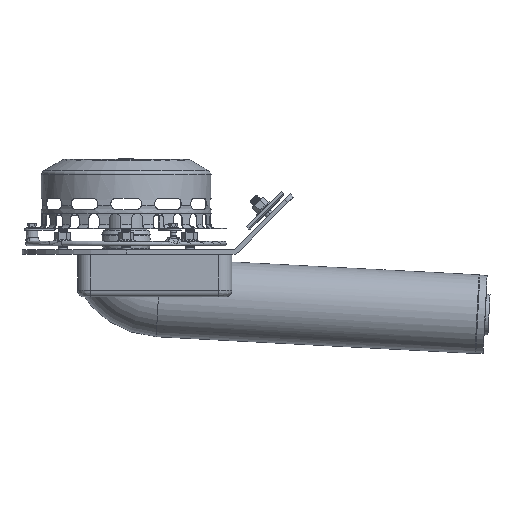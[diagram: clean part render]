
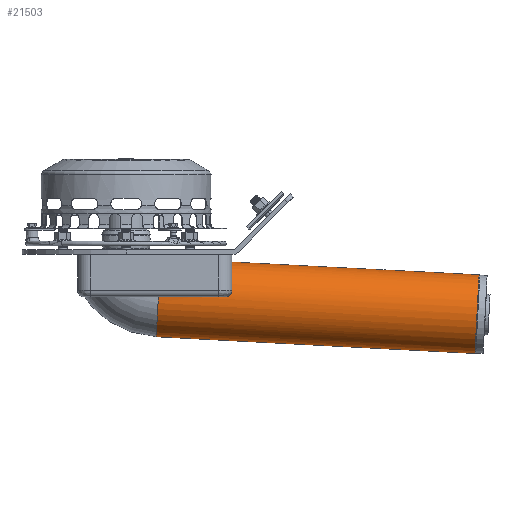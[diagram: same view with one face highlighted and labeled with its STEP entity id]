
A CAD part, front view. The second image highlights one B-rep face of the part: STEP entity #21503.
In plain terms, the highlighted cylindrical face has radius 510 mm (diameter 1020 mm), a full revolution.
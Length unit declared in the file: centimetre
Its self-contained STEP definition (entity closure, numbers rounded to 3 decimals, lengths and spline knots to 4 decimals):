
#136=ELLIPSE('',#24151,974.4735,51.);
#137=ELLIPSE('',#24152,51.07,51.);
#138=ELLIPSE('',#24153,974.4735,51.);
#569=B_SPLINE_CURVE_WITH_KNOTS('',3,(#46184,#46185,#46186,#46187,#46188,
#46189,#46190,#46191,#46192,#46193,#46194,#46195,#46196,#46197,#46198,#46199,
#46200,#46201,#46202,#46203),.UNSPECIFIED.,.F.,.F.,(4,2,2,2,2,2,2,2,2,4),
(0.4412,1.5981,3.1963,4.7944,6.3926,
8.0318,9.671,11.3102,12.9495,13.4084),
 .UNSPECIFIED.);
#570=B_SPLINE_CURVE_WITH_KNOTS('',3,(#46207,#46208,#46209,#46210,#46211,
#46212,#46213,#46214,#46215,#46216,#46217,#46218,#46219,#46220,#46221,#46222,
#46223,#46224,#46225,#46226),.UNSPECIFIED.,.F.,.F.,(4,2,2,2,2,2,2,2,2,4),
(-13.4084,-12.9495,-11.3102,-9.671,
-8.0318,-6.3926,-4.7944,-3.1963,
-1.5981,-0.4412),.UNSPECIFIED.);
#1389=CYLINDRICAL_SURFACE('',#24150,51.);
#2536=LINE('',#46231,#3783);
#3783=VECTOR('',#30502,51.);
#5510=FACE_OUTER_BOUND('',#6950,.T.);
#6950=EDGE_LOOP('',(#19278,#19279,#19280,#19281,#19282,#19283,#19284,#19285,
#19286,#19287,#19288));
#8365=CIRCLE('',#24143,51.);
#8366=CIRCLE('',#24144,51.);
#8371=CIRCLE('',#24154,51.);
#8372=CIRCLE('',#24155,51.);
#10176=VERTEX_POINT('',#46166);
#10177=VERTEX_POINT('',#46167);
#10181=VERTEX_POINT('',#46180);
#10182=VERTEX_POINT('',#46181);
#10183=VERTEX_POINT('',#46183);
#10184=VERTEX_POINT('',#46204);
#10185=VERTEX_POINT('',#46206);
#10186=VERTEX_POINT('',#46227);
#10187=VERTEX_POINT('',#46229);
#13238=EDGE_CURVE('',#10176,#10177,#8365,.T.);
#13239=EDGE_CURVE('',#10177,#10176,#8366,.T.);
#13245=EDGE_CURVE('',#10181,#10182,#136,.T.);
#13246=EDGE_CURVE('',#10182,#10183,#569,.T.);
#13247=EDGE_CURVE('',#10183,#10184,#137,.T.);
#13248=EDGE_CURVE('',#10184,#10185,#570,.T.);
#13249=EDGE_CURVE('',#10185,#10186,#138,.T.);
#13250=EDGE_CURVE('',#10187,#10186,#8371,.T.);
#13251=EDGE_CURVE('',#10187,#10177,#2536,.T.);
#13252=EDGE_CURVE('',#10181,#10187,#8372,.T.);
#19278=ORIENTED_EDGE('',*,*,#13245,.T.);
#19279=ORIENTED_EDGE('',*,*,#13246,.T.);
#19280=ORIENTED_EDGE('',*,*,#13247,.T.);
#19281=ORIENTED_EDGE('',*,*,#13248,.T.);
#19282=ORIENTED_EDGE('',*,*,#13249,.T.);
#19283=ORIENTED_EDGE('',*,*,#13250,.F.);
#19284=ORIENTED_EDGE('',*,*,#13251,.T.);
#19285=ORIENTED_EDGE('',*,*,#13238,.F.);
#19286=ORIENTED_EDGE('',*,*,#13239,.F.);
#19287=ORIENTED_EDGE('',*,*,#13251,.F.);
#19288=ORIENTED_EDGE('',*,*,#13252,.F.);
#21503=ADVANCED_FACE('',(#5510),#1389,.T.);
#24143=AXIS2_PLACEMENT_3D('',#46168,#30477,#30478);
#24144=AXIS2_PLACEMENT_3D('',#46169,#30479,#30480);
#24150=AXIS2_PLACEMENT_3D('',#46179,#30492,#30493);
#24151=AXIS2_PLACEMENT_3D('',#46182,#30494,#30495);
#24152=AXIS2_PLACEMENT_3D('',#46205,#30496,#30497);
#24153=AXIS2_PLACEMENT_3D('',#46228,#30498,#30499);
#24154=AXIS2_PLACEMENT_3D('',#46230,#30500,#30501);
#24155=AXIS2_PLACEMENT_3D('',#46232,#30503,#30504);
#30477=DIRECTION('center_axis',(0.999,0.,
-0.052));
#30478=DIRECTION('ref_axis',(-0.052,0.,-0.999));
#30479=DIRECTION('center_axis',(0.999,0.,
-0.052));
#30480=DIRECTION('ref_axis',(-0.052,0.,-0.999));
#30492=DIRECTION('center_axis',(-0.999,0.,
0.052));
#30493=DIRECTION('ref_axis',(0.052,0.,0.999));
#30494=DIRECTION('center_axis',(0.,0.,
-1.));
#30495=DIRECTION('ref_axis',(-1.,0.,0.));
#30496=DIRECTION('center_axis',(1.,0.,0.));
#30497=DIRECTION('ref_axis',(0.,0.,
-1.));
#30498=DIRECTION('center_axis',(0.,0.,
-1.));
#30499=DIRECTION('ref_axis',(-1.,0.,0.));
#30500=DIRECTION('center_axis',(-0.999,0.,
0.052));
#30501=DIRECTION('ref_axis',(-0.052,0.,
-0.999));
#30502=DIRECTION('',(0.999,0.,-0.052));
#30503=DIRECTION('center_axis',(-0.999,0.,
0.052));
#30504=DIRECTION('ref_axis',(-0.052,0.,
-0.999));
#46166=CARTESIAN_POINT('',(1342.2834,171.035,-18.6927));
#46167=CARTESIAN_POINT('',(1339.6142,120.035,-69.6228));
#46168=CARTESIAN_POINT('Origin',(1342.2834,120.035,-18.6927));
#46169=CARTESIAN_POINT('Origin',(1342.2834,120.035,-18.6927));
#46179=CARTESIAN_POINT('Origin',(1325.31,120.035,-17.8032));
#46180=CARTESIAN_POINT('',(929.4252,171.0294,3.7059));
#46181=CARTESIAN_POINT('',(1016.285,170.7582,3.7059));
#46182=CARTESIAN_POINT('Origin',(914.8925,120.035,3.7059));
#46183=CARTESIAN_POINT('',(1024.785,169.0068,12.2059));
#46184=CARTESIAN_POINT('Ctrl Pts',(1016.285,170.7582,3.7059));
#46185=CARTESIAN_POINT('Ctrl Pts',(1016.6773,170.7561,3.7059));
#46186=CARTESIAN_POINT('Ctrl Pts',(1017.0774,170.751,3.7332));
#46187=CARTESIAN_POINT('Ctrl Pts',(1018.0301,170.7312,3.8682));
#46188=CARTESIAN_POINT('Ctrl Pts',(1018.5825,170.7134,4.0028));
#46189=CARTESIAN_POINT('Ctrl Pts',(1019.648,170.6628,4.379));
#46190=CARTESIAN_POINT('Ctrl Pts',(1020.1618,170.6299,4.621));
#46191=CARTESIAN_POINT('Ctrl Pts',(1021.1179,170.5474,5.1914));
#46192=CARTESIAN_POINT('Ctrl Pts',(1021.5602,170.4976,5.5199));
#46193=CARTESIAN_POINT('Ctrl Pts',(1022.3595,170.381,6.2355));
#46194=CARTESIAN_POINT('Ctrl Pts',(1022.7415,170.3099,6.6485));
#46195=CARTESIAN_POINT('Ctrl Pts',(1023.4211,170.1405,7.5533));
#46196=CARTESIAN_POINT('Ctrl Pts',(1023.7188,170.0422,8.045));
#46197=CARTESIAN_POINT('Ctrl Pts',(1024.2072,169.8195,9.0733));
#46198=CARTESIAN_POINT('Ctrl Pts',(1024.3983,169.695,9.6108));
#46199=CARTESIAN_POINT('Ctrl Pts',(1024.6676,169.4261,10.6919));
#46200=CARTESIAN_POINT('Ctrl Pts',(1024.7458,169.2817,11.2357));
#46201=CARTESIAN_POINT('Ctrl Pts',(1024.781,169.0926,11.9081));
#46202=CARTESIAN_POINT('Ctrl Pts',(1024.785,169.0502,12.0565));
#46203=CARTESIAN_POINT('Ctrl Pts',(1024.785,169.0068,12.2059));
#46204=CARTESIAN_POINT('',(1024.785,71.0633,12.2059));
#46205=CARTESIAN_POINT('Origin',(1024.785,120.035,-2.0534));
#46206=CARTESIAN_POINT('',(1016.285,69.3119,3.7059));
#46207=CARTESIAN_POINT('Ctrl Pts',(1024.785,71.0633,12.2059));
#46208=CARTESIAN_POINT('Ctrl Pts',(1024.785,71.0199,12.0565));
#46209=CARTESIAN_POINT('Ctrl Pts',(1024.781,70.9775,11.9081));
#46210=CARTESIAN_POINT('Ctrl Pts',(1024.7458,70.7883,11.2357));
#46211=CARTESIAN_POINT('Ctrl Pts',(1024.6676,70.644,10.6919));
#46212=CARTESIAN_POINT('Ctrl Pts',(1024.3983,70.3751,9.6108));
#46213=CARTESIAN_POINT('Ctrl Pts',(1024.2072,70.2505,9.0733));
#46214=CARTESIAN_POINT('Ctrl Pts',(1023.7188,70.0279,8.045));
#46215=CARTESIAN_POINT('Ctrl Pts',(1023.4211,69.9296,7.5533));
#46216=CARTESIAN_POINT('Ctrl Pts',(1022.7415,69.7602,6.6485));
#46217=CARTESIAN_POINT('Ctrl Pts',(1022.3595,69.6891,6.2355));
#46218=CARTESIAN_POINT('Ctrl Pts',(1021.5602,69.5725,5.5199));
#46219=CARTESIAN_POINT('Ctrl Pts',(1021.1179,69.5227,5.1914));
#46220=CARTESIAN_POINT('Ctrl Pts',(1020.1618,69.4402,4.621));
#46221=CARTESIAN_POINT('Ctrl Pts',(1019.648,69.4073,4.379));
#46222=CARTESIAN_POINT('Ctrl Pts',(1018.5825,69.3567,4.0028));
#46223=CARTESIAN_POINT('Ctrl Pts',(1018.0301,69.3389,3.8682));
#46224=CARTESIAN_POINT('Ctrl Pts',(1017.0774,69.319,3.7332));
#46225=CARTESIAN_POINT('Ctrl Pts',(1016.6773,69.314,3.7059));
#46226=CARTESIAN_POINT('Ctrl Pts',(1016.285,69.3119,3.7059));
#46227=CARTESIAN_POINT('',(929.4252,69.0407,3.7059));
#46228=CARTESIAN_POINT('Origin',(914.8925,120.035,3.7059));
#46229=CARTESIAN_POINT('',(926.7163,120.035,-47.9838));
#46230=CARTESIAN_POINT('Origin',(929.3854,120.035,2.9463));
#46231=CARTESIAN_POINT('',(1322.6409,120.035,-68.7333));
#46232=CARTESIAN_POINT('Origin',(929.3854,120.035,2.9463));
